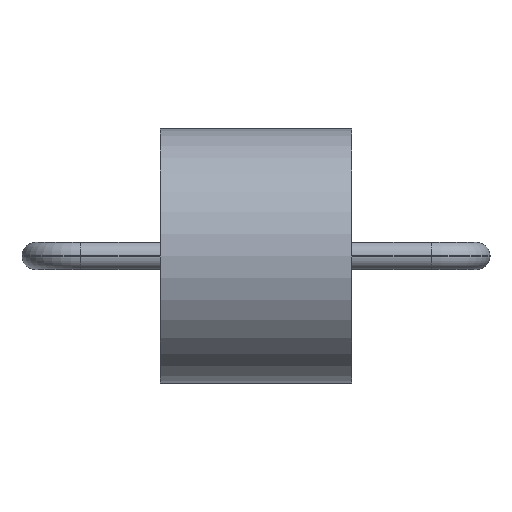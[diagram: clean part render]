
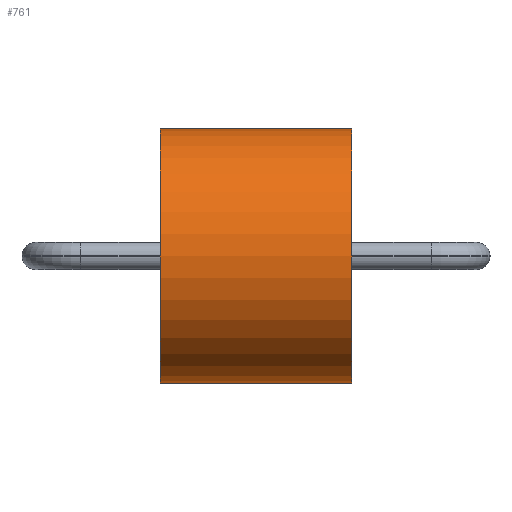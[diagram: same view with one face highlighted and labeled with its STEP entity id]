
A CAD part, front view. The second image highlights one B-rep face of the part: STEP entity #761.
In plain terms, the highlighted cylindrical face has radius 4 mm (diameter 8 mm), a full revolution.
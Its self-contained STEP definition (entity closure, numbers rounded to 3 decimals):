
#745 = EDGE_CURVE('',#746,#746,#748,.T.);
#746 = VERTEX_POINT('',#747);
#747 = CARTESIAN_POINT('',(-3.,4.,0.));
#748 = CIRCLE('',#749,4.);
#749 = AXIS2_PLACEMENT_3D('',#750,#751,#752);
#750 = CARTESIAN_POINT('',(-3.,0.,0.));
#751 = DIRECTION('',(1.,0.,0.));
#752 = DIRECTION('',(0.,1.,0.));
#761 = ADVANCED_FACE('',(#762),#781,.T.);
#762 = FACE_BOUND('',#763,.F.);
#763 = EDGE_LOOP('',(#764,#772,#779,#780));
#764 = ORIENTED_EDGE('',*,*,#765,.T.);
#765 = EDGE_CURVE('',#746,#766,#768,.T.);
#766 = VERTEX_POINT('',#767);
#767 = CARTESIAN_POINT('',(3.,4.,0.));
#768 = LINE('',#769,#770);
#769 = CARTESIAN_POINT('',(-3.,4.,0.));
#770 = VECTOR('',#771,1.);
#771 = DIRECTION('',(1.,0.,0.));
#772 = ORIENTED_EDGE('',*,*,#773,.T.);
#773 = EDGE_CURVE('',#766,#766,#774,.T.);
#774 = CIRCLE('',#775,4.);
#775 = AXIS2_PLACEMENT_3D('',#776,#777,#778);
#776 = CARTESIAN_POINT('',(3.,0.,0.));
#777 = DIRECTION('',(1.,0.,0.));
#778 = DIRECTION('',(0.,1.,0.));
#779 = ORIENTED_EDGE('',*,*,#765,.F.);
#780 = ORIENTED_EDGE('',*,*,#745,.F.);
#781 = CYLINDRICAL_SURFACE('',#782,4.);
#782 = AXIS2_PLACEMENT_3D('',#783,#784,#785);
#783 = CARTESIAN_POINT('',(-3.,0.,0.));
#784 = DIRECTION('',(-1.,0.,0.));
#785 = DIRECTION('',(0.,1.,0.));
